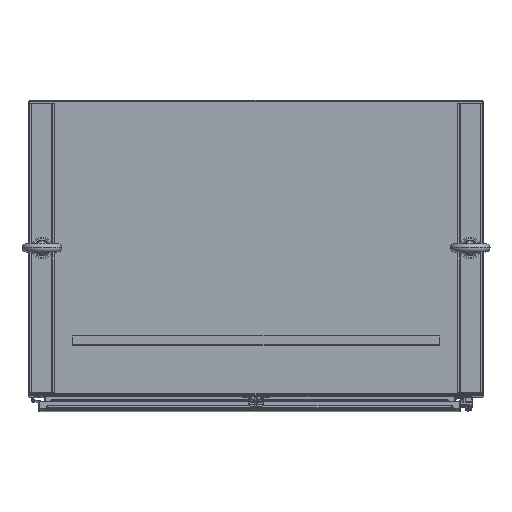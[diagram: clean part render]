
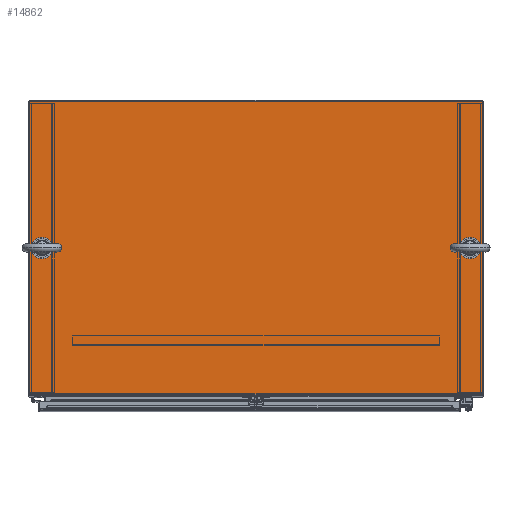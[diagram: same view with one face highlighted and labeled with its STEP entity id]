
A CAD part, top view. The second image highlights one B-rep face of the part: STEP entity #14862.
In plain terms, the highlighted planar face has unit normal (0, 0, 1).
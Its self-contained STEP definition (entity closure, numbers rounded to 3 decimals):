
#2121 = FACE_BOUND ( 'NONE', #9605, .T. ) ;
#3910 = CARTESIAN_POINT ( 'NONE',  ( -17.435, 0.032, 72.06 ) ) ;
#5720 = EDGE_CURVE ( 'NONE', #22548, #29853, #55596, .T. ) ;
#6955 = DIRECTION ( 'NONE',  ( 1., 0., 0. ) ) ;
#7485 = FACE_BOUND ( 'NONE', #24978, .T. ) ;
#8125 = DIRECTION ( 'NONE',  ( 0., 0., -1. ) ) ;
#9605 = EDGE_LOOP ( 'NONE', ( #53385, #15856 ) ) ;
#9641 = CARTESIAN_POINT ( 'NONE',  ( -17.06, 0.032, 72.06 ) ) ;
#11594 = VECTOR ( 'NONE', #40297, 39.37 ) ;
#13102 = CARTESIAN_POINT ( 'NONE',  ( 17.435, 0.032, 72.06 ) ) ;
#13166 = ORIENTED_EDGE ( 'NONE', *, *, #45685, .F. ) ;
#13299 = AXIS2_PLACEMENT_3D ( 'NONE', #23374, #29100, #6955 ) ;
#13577 = CARTESIAN_POINT ( 'NONE',  ( 18.435, -11.857, 72.06 ) ) ;
#13950 = ORIENTED_EDGE ( 'NONE', *, *, #23332, .T. ) ;
#14177 = LINE ( 'NONE', #30675, #11594 ) ;
#14862 = ADVANCED_FACE ( 'NONE', ( #40364, #2121, #7485 ), #56139, .T. ) ;
#15856 = ORIENTED_EDGE ( 'NONE', *, *, #66223, .T. ) ;
#16391 = ORIENTED_EDGE ( 'NONE', *, *, #20772, .T. ) ;
#17058 = CARTESIAN_POINT ( 'NONE',  ( 18.435, 12., 72.06 ) ) ;
#19261 = VERTEX_POINT ( 'NONE', #30482 ) ;
#20344 = AXIS2_PLACEMENT_3D ( 'NONE', #61153, #34651, #22557 ) ;
#20683 = AXIS2_PLACEMENT_3D ( 'NONE', #3910, #37547, #43597 ) ;
#20762 = CARTESIAN_POINT ( 'NONE',  ( -17.435, 0.032, 72.06 ) ) ;
#20772 = EDGE_CURVE ( 'NONE', #31554, #19261, #27353, .T. ) ;
#21943 = DIRECTION ( 'NONE',  ( 0., -1., 0. ) ) ;
#22548 = VERTEX_POINT ( 'NONE', #59891 ) ;
#22557 = DIRECTION ( 'NONE',  ( 1., 0., 0. ) ) ;
#22735 = VECTOR ( 'NONE', #22768, 39.37 ) ;
#22768 = DIRECTION ( 'NONE',  ( -1., 0., 0. ) ) ;
#23332 = EDGE_CURVE ( 'NONE', #50691, #24429, #55654, .T. ) ;
#23374 = CARTESIAN_POINT ( 'NONE',  ( 17.435, 0.032, 72.06 ) ) ;
#24429 = VERTEX_POINT ( 'NONE', #42909 ) ;
#24978 = EDGE_LOOP ( 'NONE', ( #58320, #39649 ) ) ;
#26945 = CIRCLE ( 'NONE', #61168, 0.375 ) ;
#27353 = LINE ( 'NONE', #49156, #65797 ) ;
#28871 = VERTEX_POINT ( 'NONE', #60937 ) ;
#29100 = DIRECTION ( 'NONE',  ( 0., 0., -1. ) ) ;
#29221 = DIRECTION ( 'NONE',  ( 1., 0., 0. ) ) ;
#29456 = EDGE_CURVE ( 'NONE', #28871, #57018, #26945, .T. ) ;
#29853 = VERTEX_POINT ( 'NONE', #61272 ) ;
#30482 = CARTESIAN_POINT ( 'NONE',  ( -18.435, -11.857, 72.06 ) ) ;
#30675 = CARTESIAN_POINT ( 'NONE',  ( -18.435, -11.857, 72.06 ) ) ;
#31554 = VERTEX_POINT ( 'NONE', #50461 ) ;
#33385 = EDGE_CURVE ( 'NONE', #24429, #31554, #66380, .T. ) ;
#34651 = DIRECTION ( 'NONE',  ( 0., 0., 1. ) ) ;
#35074 = VECTOR ( 'NONE', #50281, 39.37 ) ;
#36721 = CIRCLE ( 'NONE', #20683, 0.375 ) ;
#37547 = DIRECTION ( 'NONE',  ( 0., 0., -1. ) ) ;
#39649 = ORIENTED_EDGE ( 'NONE', *, *, #29456, .T. ) ;
#40297 = DIRECTION ( 'NONE',  ( -1., 0., 0. ) ) ;
#40364 = FACE_OUTER_BOUND ( 'NONE', #54335, .T. ) ;
#42909 = CARTESIAN_POINT ( 'NONE',  ( 18.435, 12., 72.06 ) ) ;
#43597 = DIRECTION ( 'NONE',  ( 1., 0., 0. ) ) ;
#45350 = EDGE_CURVE ( 'NONE', #57018, #28871, #36721, .T. ) ;
#45685 = EDGE_CURVE ( 'NONE', #50691, #19261, #14177, .T. ) ;
#49156 = CARTESIAN_POINT ( 'NONE',  ( -18.435, 12., 72.06 ) ) ;
#50281 = DIRECTION ( 'NONE',  ( 0., 1., 0. ) ) ;
#50461 = CARTESIAN_POINT ( 'NONE',  ( -18.435, 12., 72.06 ) ) ;
#50691 = VERTEX_POINT ( 'NONE', #13577 ) ;
#53385 = ORIENTED_EDGE ( 'NONE', *, *, #5720, .T. ) ;
#53695 = DIRECTION ( 'NONE',  ( 1., 0., 0. ) ) ;
#54025 = DIRECTION ( 'NONE',  ( 0., 0., -1. ) ) ;
#54335 = EDGE_LOOP ( 'NONE', ( #13950, #67055, #16391, #13166 ) ) ;
#55596 = CIRCLE ( 'NONE', #13299, 0.375 ) ;
#55654 = LINE ( 'NONE', #61361, #35074 ) ;
#56139 = PLANE ( 'NONE',  #20344 ) ;
#56307 = CIRCLE ( 'NONE', #63143, 0.375 ) ;
#57018 = VERTEX_POINT ( 'NONE', #9641 ) ;
#58320 = ORIENTED_EDGE ( 'NONE', *, *, #45350, .T. ) ;
#59891 = CARTESIAN_POINT ( 'NONE',  ( 17.81, 0.032, 72.06 ) ) ;
#60937 = CARTESIAN_POINT ( 'NONE',  ( -17.81, 0.032, 72.06 ) ) ;
#61153 = CARTESIAN_POINT ( 'NONE',  ( -18.435, -12., 72.06 ) ) ;
#61168 = AXIS2_PLACEMENT_3D ( 'NONE', #20762, #54025, #53695 ) ;
#61272 = CARTESIAN_POINT ( 'NONE',  ( 17.06, 0.032, 72.06 ) ) ;
#61361 = CARTESIAN_POINT ( 'NONE',  ( 18.435, -12., 72.06 ) ) ;
#63143 = AXIS2_PLACEMENT_3D ( 'NONE', #13102, #8125, #29221 ) ;
#65797 = VECTOR ( 'NONE', #21943, 39.37 ) ;
#66223 = EDGE_CURVE ( 'NONE', #29853, #22548, #56307, .T. ) ;
#66380 = LINE ( 'NONE', #17058, #22735 ) ;
#67055 = ORIENTED_EDGE ( 'NONE', *, *, #33385, .T. ) ;
